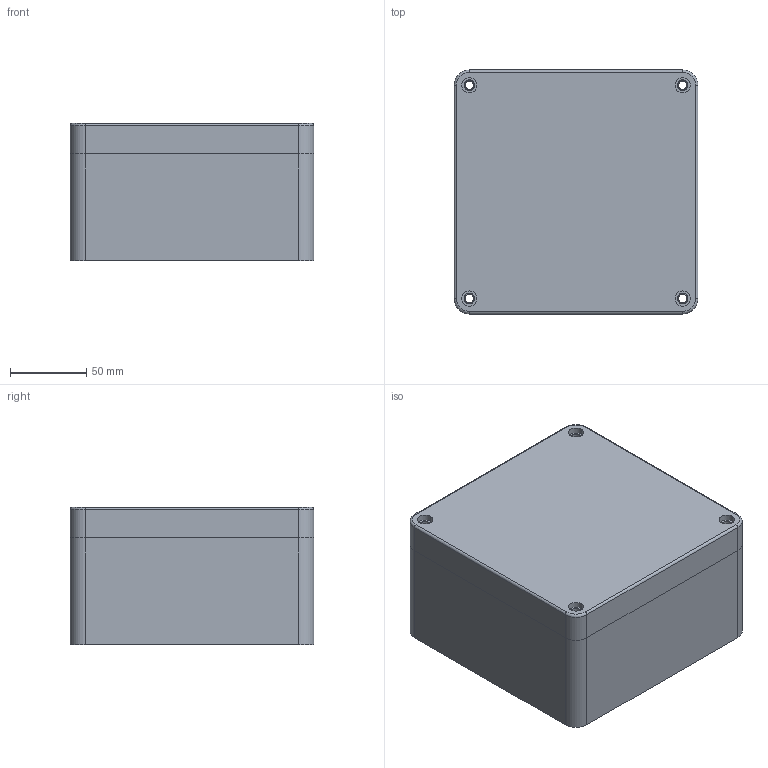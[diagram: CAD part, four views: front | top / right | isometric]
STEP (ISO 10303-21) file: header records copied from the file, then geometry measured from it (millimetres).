
FILE_DESCRIPTION((''),'2;1');
FILE_NAME('HALP161609_ASM','2009-02-04T',('pasi_koskela'),(''),'PRO/ENGINEER BY PARAMETRIC TECHNOLOGY CORPORATION, 2008250','PRO/ENGINEER BY PARAMETRIC TECHNOLOGY CORPORATION, 2008250','');
FILE_SCHEMA(('AUTOMOTIVE_DESIGN_CC2 { 1 2 10303 214 -1 1 5 2 }'));
Length unit declared in the file: millimetre
Products named in the file (3): HALP161607B; HALP161602L; HALP161609_ASM
Assembly tree (2 placements, depth 2):
  HALP161609_ASM
    HALP161607B
    HALP161602L
Bounding box: 160 x 160 x 90 mm (x, y, z)
Volume: 604196.7 mm3; surface area: 229572 mm2
Topology: 2 solids, 12 shells, 223 faces, 556 edges, 358 vertices
Faces by surface type: cylinder 110, plane 77, cone 24, bspline 8, torus 4
Entity records: 8745 total; most frequent: CARTESIAN_POINT 1274, DIRECTION 1240, ORIENTED_EDGE 1072, PRESENTATION_STYLE_ASSIGNMENT 556, STYLED_ITEM 556, CURVE_STYLE 544, EDGE_CURVE 544, AXIS2_PLACEMENT_3D 486
